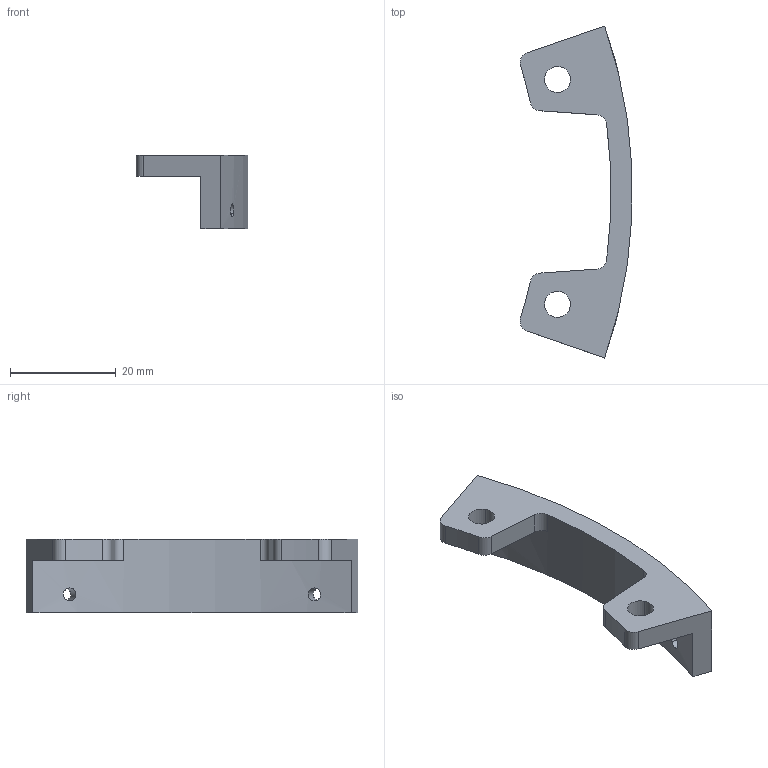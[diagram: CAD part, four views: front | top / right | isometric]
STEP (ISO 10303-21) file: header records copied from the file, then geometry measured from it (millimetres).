
FILE_DESCRIPTION(('CATIA V5 STEP Exchange'),'2;1');
FILE_NAME('Cupola_Cover_Interface.stp','2017-11-29T01:14:19+00:00',('none'),('none'),'Version 5-6 Release 2012','CATIA V5 STEP AP203','none');
FILE_SCHEMA(('CONFIG_CONTROL_DESIGN'));
Length unit declared in the file: millimetre
Products named in the file (1): Cupola_Cover_Interface
Bounding box: 21.18 x 62.83 x 14 mm (x, y, z)
Volume: 4758.2 mm3; surface area: 3339.1 mm2
Topology: 1 solids, 1 shells, 26 faces, 72 edges, 48 vertices
Faces by surface type: cylinder 18, plane 8
Entity records: 916 total; most frequent: CARTESIAN_POINT 229, ORIENTED_EDGE 144, DIRECTION 104, EDGE_CURVE 72, AXIS2_PLACEMENT_3D 51, VERTEX_POINT 48, VECTOR 34, EDGE_LOOP 34
